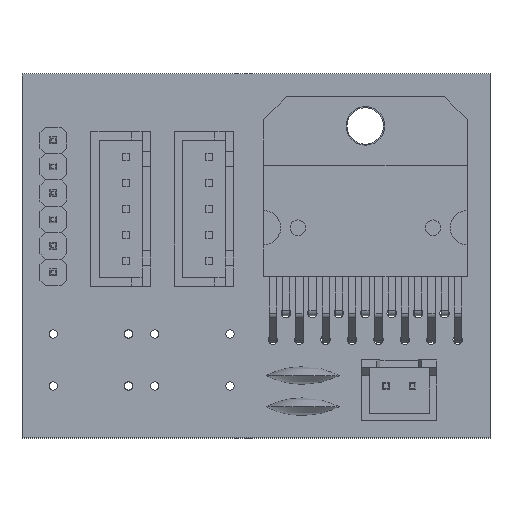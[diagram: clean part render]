
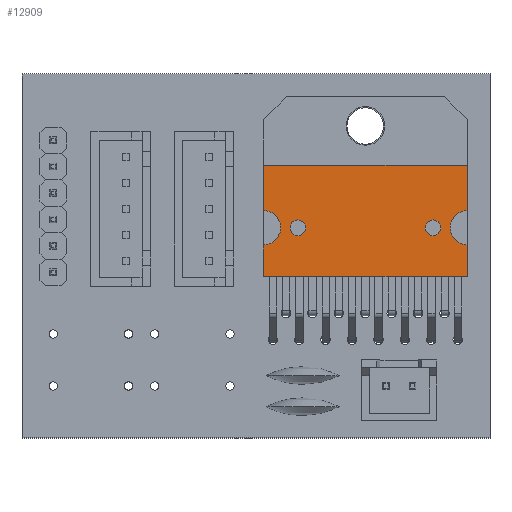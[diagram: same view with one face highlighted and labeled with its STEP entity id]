
A CAD part, top view. The second image highlights one B-rep face of the part: STEP entity #12909.
In plain terms, the highlighted face is planar.
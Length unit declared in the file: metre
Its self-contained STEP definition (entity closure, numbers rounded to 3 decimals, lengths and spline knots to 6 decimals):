
#336=CIRCLE('',#14727,0.00165);
#338=CIRCLE('',#14731,0.00165);
#339=CIRCLE('',#14748,0.00075);
#340=CIRCLE('',#14749,0.00075);
#3459=ORIENTED_EDGE('',*,*,#5610,.F.);
#3460=ORIENTED_EDGE('',*,*,#5611,.F.);
#3461=ORIENTED_EDGE('',*,*,#5594,.F.);
#3462=ORIENTED_EDGE('',*,*,#5612,.T.);
#3463=ORIENTED_EDGE('',*,*,#5613,.T.);
#3464=ORIENTED_EDGE('',*,*,#5614,.T.);
#3465=ORIENTED_EDGE('',*,*,#5589,.F.);
#3466=ORIENTED_EDGE('',*,*,#5615,.T.);
#3467=ORIENTED_EDGE('',*,*,#5616,.T.);
#3468=ORIENTED_EDGE('',*,*,#5617,.T.);
#5589=EDGE_CURVE('',#6904,#6901,#336,.T.);
#5594=EDGE_CURVE('',#6908,#6905,#338,.T.);
#5610=EDGE_CURVE('',#6909,#6909,#339,.T.);
#5611=EDGE_CURVE('',#6910,#6910,#340,.T.);
#5612=EDGE_CURVE('',#6908,#6911,#8191,.T.);
#5613=EDGE_CURVE('',#6911,#6912,#8192,.T.);
#5614=EDGE_CURVE('',#6912,#6901,#8193,.T.);
#5615=EDGE_CURVE('',#6904,#6913,#8194,.T.);
#5616=EDGE_CURVE('',#6913,#6914,#8195,.T.);
#5617=EDGE_CURVE('',#6914,#6905,#8196,.T.);
#6901=VERTEX_POINT('',#22361);
#6904=VERTEX_POINT('',#22366);
#6905=VERTEX_POINT('',#22372);
#6908=VERTEX_POINT('',#22377);
#6909=VERTEX_POINT('',#22411);
#6910=VERTEX_POINT('',#22413);
#6911=VERTEX_POINT('',#22415);
#6912=VERTEX_POINT('',#22417);
#6913=VERTEX_POINT('',#22420);
#6914=VERTEX_POINT('',#22422);
#8191=LINE('',#22414,#9602);
#8192=LINE('',#22416,#9603);
#8193=LINE('',#22418,#9604);
#8194=LINE('',#22419,#9605);
#8195=LINE('',#22421,#9606);
#8196=LINE('',#22423,#9607);
#9602=VECTOR('',#17457,1.);
#9603=VECTOR('',#17458,1.);
#9604=VECTOR('',#17459,1.);
#9605=VECTOR('',#17460,1.);
#9606=VECTOR('',#17461,1.);
#9607=VECTOR('',#17462,1.);
#10677=EDGE_LOOP('',(#3459));
#10678=EDGE_LOOP('',(#3460));
#10679=EDGE_LOOP('',(#3461,#3462,#3463,#3464,#3465,#3466,#3467,#3468));
#11591=FACE_BOUND('',#10677,.T.);
#11592=FACE_BOUND('',#10678,.T.);
#11593=FACE_BOUND('',#10679,.T.);
#12188=PLANE('',#14747);
#12909=ADVANCED_FACE('',(#11591,#11592,#11593),#12188,.F.);
#14727=AXIS2_PLACEMENT_3D('',#22367,#17393,#17394);
#14731=AXIS2_PLACEMENT_3D('',#22378,#17404,#17405);
#14747=AXIS2_PLACEMENT_3D('',#22409,#17451,#17452);
#14748=AXIS2_PLACEMENT_3D('',#22410,#17453,#17454);
#14749=AXIS2_PLACEMENT_3D('',#22412,#17455,#17456);
#17393=DIRECTION('',(0.,1.,0.));
#17394=DIRECTION('',(0.,0.,1.));
#17404=DIRECTION('',(0.,1.,0.));
#17405=DIRECTION('',(0.,0.,1.));
#17451=DIRECTION('',(0.,-1.,0.));
#17452=DIRECTION('',(0.,0.,-1.));
#17453=DIRECTION('',(0.,1.,0.));
#17454=DIRECTION('',(0.,0.,1.));
#17455=DIRECTION('',(0.,1.,0.));
#17456=DIRECTION('',(0.,0.,1.));
#17457=DIRECTION('',(0.,0.,-1.));
#17458=DIRECTION('',(-1.,0.,0.));
#17459=DIRECTION('',(0.,0.,1.));
#17460=DIRECTION('',(0.,0.,1.));
#17461=DIRECTION('',(1.,0.,0.));
#17462=DIRECTION('',(0.,0.,-1.));
#22361=CARTESIAN_POINT('',(0.,0.005,-0.00635));
#22366=CARTESIAN_POINT('',(0.,0.005,-0.00305));
#22367=CARTESIAN_POINT('',(0.,0.005,-0.0047));
#22372=CARTESIAN_POINT('',(0.0196,0.005,-0.00305));
#22377=CARTESIAN_POINT('',(0.0196,0.005,-0.00635));
#22378=CARTESIAN_POINT('',(0.0196,0.005,-0.0047));
#22409=CARTESIAN_POINT('',(0.,0.005,-0.0107));
#22410=CARTESIAN_POINT('',(0.0163,0.005,-0.0047));
#22411=CARTESIAN_POINT('',(0.0163,0.005,-0.00395));
#22412=CARTESIAN_POINT('',(0.0033,0.005,-0.0047));
#22413=CARTESIAN_POINT('',(0.0033,0.005,-0.00395));
#22414=CARTESIAN_POINT('',(0.0196,0.005,0.));
#22415=CARTESIAN_POINT('',(0.0196,0.005,-0.0107));
#22416=CARTESIAN_POINT('',(0.,0.005,-0.0107));
#22417=CARTESIAN_POINT('',(0.,0.005,-0.0107));
#22418=CARTESIAN_POINT('',(0.,0.005,0.));
#22419=CARTESIAN_POINT('',(0.,0.005,0.));
#22420=CARTESIAN_POINT('',(0.,0.005,0.));
#22421=CARTESIAN_POINT('',(0.,0.005,0.));
#22422=CARTESIAN_POINT('',(0.0196,0.005,0.));
#22423=CARTESIAN_POINT('',(0.0196,0.005,0.));
